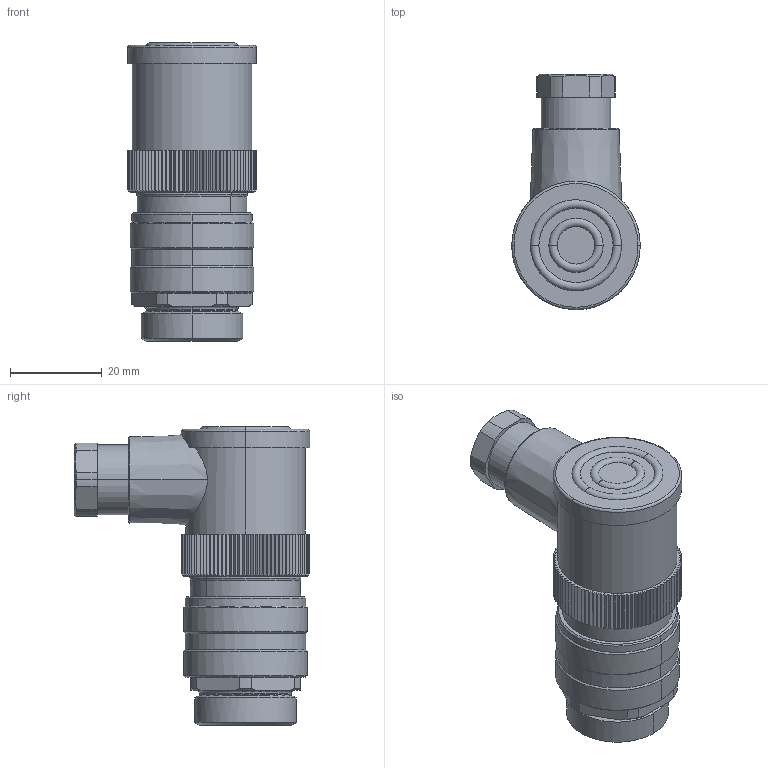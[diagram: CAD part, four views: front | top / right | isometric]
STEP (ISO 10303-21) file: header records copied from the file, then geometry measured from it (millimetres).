
FILE_DESCRIPTION(('CATIA V5 STEP Exchange','CAx-IF Rec.Pracs.--- Model Styling and Organization---1.4--- 2014-01-23'),'2;1');
FILE_NAME ('010712-2_0', '2022-04-12T09:43:01+00:00', ('none'), ('Weidmueller'), 'CATIA Version 5-6 Release 2016 SP3 HF44', 'CATIA V5 STEP AP214', 'none');
FILE_SCHEMA(('AUTOMOTIVE_DESIGN { 1 0 10303 214 1 1 1 1 }'));
Length unit declared in the file: millimetre
Products named in the file (1): 1291980000
Bounding box: 28 x 51.3 x 65.1 mm (x, y, z)
Volume: 38485 mm3; surface area: 13623.9 mm2
Topology: 7 solids, 7 shells, 506 faces, 1159 edges, 687 vertices
Faces by surface type: plane 237, cone 134, cylinder 87, torus 28, bspline 20
Entity records: 14579 total; most frequent: CARTESIAN_POINT 4140, ORIENTED_EDGE 2318, DIRECTION 1772, EDGE_CURVE 1159, AXIS2_PLACEMENT_3D 779, VERTEX_POINT 687, EDGE_LOOP 528, VECTOR 525
